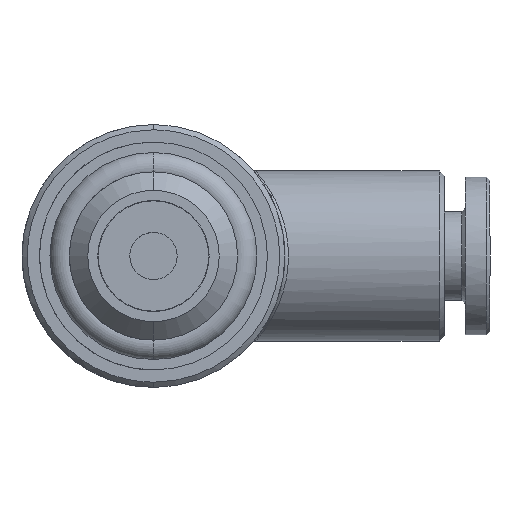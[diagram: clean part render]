
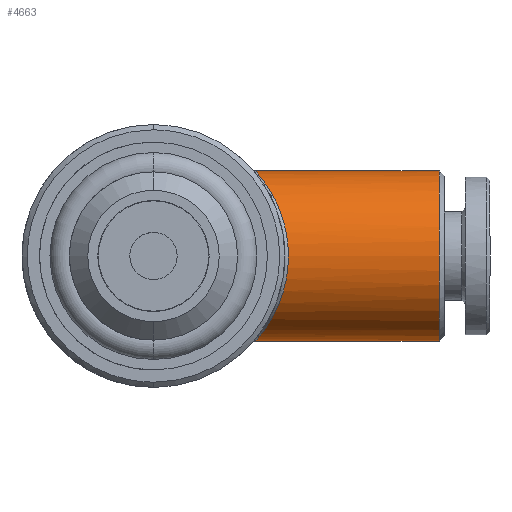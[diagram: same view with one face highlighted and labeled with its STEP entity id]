
A CAD part, front view. The second image highlights one B-rep face of the part: STEP entity #4663.
In plain terms, the highlighted cylindrical face has radius 4.85 mm (diameter 9.7 mm), a partial arc.
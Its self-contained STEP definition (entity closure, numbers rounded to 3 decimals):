
#2795=CARTESIAN_POINT('Vertex',(5.813,15.4,-4.85)) ;
#2799=CARTESIAN_POINT('Control Point',(5.813,15.4,-4.85)) ;
#2800=CARTESIAN_POINT('Control Point',(5.813,15.38,-4.85)) ;
#2801=CARTESIAN_POINT('Control Point',(5.813,15.36,-4.85)) ;
#2802=CARTESIAN_POINT('Control Point',(5.813,15.34,-4.85)) ;
#2803=CARTESIAN_POINT('Vertex',(5.813,15.34,-4.85)) ;
#2884=CARTESIAN_POINT('Control Point',(5.813,15.34,-4.85)) ;
#2885=CARTESIAN_POINT('Control Point',(5.817,15.007,-4.845)) ;
#2886=CARTESIAN_POINT('Control Point',(5.886,14.359,-4.77)) ;
#2887=CARTESIAN_POINT('Control Point',(6.141,13.44,-4.47)) ;
#2888=CARTESIAN_POINT('Control Point',(6.365,12.899,-4.167)) ;
#2889=CARTESIAN_POINT('Control Point',(6.483,12.644,-3.991)) ;
#2890=CARTESIAN_POINT('Vertex',(6.483,12.644,-3.991)) ;
#2984=CARTESIAN_POINT('Control Point',(6.483,12.644,-3.991)) ;
#2985=CARTESIAN_POINT('Control Point',(6.6,12.388,-3.814)) ;
#2986=CARTESIAN_POINT('Control Point',(6.839,11.925,-3.425)) ;
#2987=CARTESIAN_POINT('Control Point',(7.068,11.536,-2.947)) ;
#2988=CARTESIAN_POINT('Control Point',(7.171,11.368,-2.695)) ;
#2989=CARTESIAN_POINT('Vertex',(7.171,11.368,-2.695)) ;
#2993=CARTESIAN_POINT('Control Point',(7.171,11.368,-2.695)) ;
#2994=CARTESIAN_POINT('Control Point',(7.173,11.363,-2.688)) ;
#2995=CARTESIAN_POINT('Control Point',(7.282,11.186,-2.421)) ;
#2996=CARTESIAN_POINT('Control Point',(7.426,10.96,-1.997)) ;
#2997=CARTESIAN_POINT('Control Point',(7.567,10.747,-1.396)) ;
#2998=CARTESIAN_POINT('Control Point',(7.672,10.59,-0.757)) ;
#2999=CARTESIAN_POINT('Control Point',(7.712,10.532,-0.111)) ;
#3000=CARTESIAN_POINT('Control Point',(7.684,10.573,0.552)) ;
#3001=CARTESIAN_POINT('Control Point',(7.63,10.654,1.036)) ;
#3002=CARTESIAN_POINT('Control Point',(7.544,10.78,1.504)) ;
#3003=CARTESIAN_POINT('Control Point',(7.392,11.012,2.109)) ;
#3004=CARTESIAN_POINT('Control Point',(7.152,11.391,2.779)) ;
#3005=CARTESIAN_POINT('Control Point',(6.923,11.783,3.245)) ;
#3006=CARTESIAN_POINT('Control Point',(6.811,11.99,3.449)) ;
#3007=CARTESIAN_POINT('Vertex',(6.811,11.99,3.449)) ;
#3011=CARTESIAN_POINT('Control Point',(6.811,11.99,3.449)) ;
#3012=CARTESIAN_POINT('Control Point',(6.805,12.002,3.461)) ;
#3013=CARTESIAN_POINT('Control Point',(6.798,12.014,3.472)) ;
#3014=CARTESIAN_POINT('Control Point',(6.792,12.026,3.484)) ;
#3015=CARTESIAN_POINT('Vertex',(6.792,12.026,3.484)) ;
#3104=CARTESIAN_POINT('Control Point',(6.792,12.026,3.484)) ;
#3105=CARTESIAN_POINT('Control Point',(6.673,12.246,3.697)) ;
#3106=CARTESIAN_POINT('Control Point',(6.428,12.733,4.086)) ;
#3107=CARTESIAN_POINT('Control Point',(6.156,13.42,4.447)) ;
#3108=CARTESIAN_POINT('Control Point',(5.982,14.017,4.657)) ;
#3109=CARTESIAN_POINT('Control Point',(5.853,14.629,4.806)) ;
#3110=CARTESIAN_POINT('Control Point',(5.813,15.093,4.85)) ;
#3111=CARTESIAN_POINT('Control Point',(5.813,15.4,4.85)) ;
#3112=CARTESIAN_POINT('Vertex',(5.813,15.4,4.85)) ;
#3166=CARTESIAN_POINT('Vertex',(16.3,15.4,-4.85)) ;
#3173=CARTESIAN_POINT('Vertex',(16.3,15.4,4.85)) ;
#3289=CARTESIAN_POINT('Axis2P3D Location',(16.3,15.4,0.)) ;
#4637=CARTESIAN_POINT('Axis2P3D Location',(-5.577,15.4,0.)) ;
#4642=CARTESIAN_POINT('Line Origine',(-5.577,15.4,-4.85)) ;
#4647=CARTESIAN_POINT('Line Origine',(-5.577,15.4,4.85)) ;
#3290=DIRECTION('Axis2P3D Direction',(-1.,0.,0.)) ;
#4638=DIRECTION('Axis2P3D Direction',(-1.,0.,0.)) ;
#4639=DIRECTION('Axis2P3D XDirection',(0.,0.,-1.)) ;
#4643=DIRECTION('Vector Direction',(-1.,0.,0.)) ;
#4648=DIRECTION('Vector Direction',(-1.,0.,0.)) ;
#3291=AXIS2_PLACEMENT_3D('Circle Axis2P3D',#3289,#3290,$) ;
#4640=AXIS2_PLACEMENT_3D('Cylinder Axis2P3D',#4637,#4638,#4639) ;
#4653=ORIENTED_EDGE('',*,*,#4646,.F.) ;
#4654=ORIENTED_EDGE('',*,*,#3293,.T.) ;
#4655=ORIENTED_EDGE('',*,*,#4651,.T.) ;
#4656=ORIENTED_EDGE('',*,*,#3114,.T.) ;
#4657=ORIENTED_EDGE('',*,*,#3017,.T.) ;
#4658=ORIENTED_EDGE('',*,*,#3009,.T.) ;
#4659=ORIENTED_EDGE('',*,*,#2991,.T.) ;
#4660=ORIENTED_EDGE('',*,*,#2892,.T.) ;
#4661=ORIENTED_EDGE('',*,*,#2805,.T.) ;
#4644=VECTOR('Line Direction',#4643,1.) ;
#4649=VECTOR('Line Direction',#4648,1.) ;
#4663=ADVANCED_FACE('NONE',(#4662),#4641,.T.) ;
#2798=B_SPLINE_CURVE_WITH_KNOTS('',3,(#2799,#2800,#2801,#2802),.UNSPECIFIED.,.F.,.U.,(4,4),(15.875,15.935),.UNSPECIFIED.) ;
#2883=B_SPLINE_CURVE_WITH_KNOTS('',3,(#2884,#2885,#2886,#2887,#2888,#2889),.UNSPECIFIED.,.F.,.U.,(4,1,1,4),(0.016,1.014,2.011,3.009),.UNSPECIFIED.) ;
#2983=B_SPLINE_CURVE_WITH_KNOTS('',3,(#2984,#2985,#2986,#2987,#2988),.UNSPECIFIED.,.F.,.U.,(4,1,4),(3.009,4.006,4.977),.UNSPECIFIED.) ;
#2992=B_SPLINE_CURVE_WITH_KNOTS('',3,(#2993,#2994,#2995,#2996,#2997,#2998,#2999,#3000,#3001,#3002,#3003,#3004,#3005,#3006),.UNSPECIFIED.,.F.,.U.,(4,1,1,1,1,1,1,1,1,1,1,4),(4.977,5.004,6.001,6.5,6.999,7.996,8.495,8.994,9.492,9.991,10.989,11.931),.UNSPECIFIED.) ;
#3010=B_SPLINE_CURVE_WITH_KNOTS('',3,(#3011,#3012,#3013,#3014),.UNSPECIFIED.,.F.,.U.,(4,4),(11.931,11.986),.UNSPECIFIED.) ;
#3103=B_SPLINE_CURVE_WITH_KNOTS('',3,(#3104,#3105,#3106,#3107,#3108,#3109,#3110,#3111),.UNSPECIFIED.,.F.,.U.,(4,1,1,1,1,4),(11.986,12.984,13.981,14.48,14.978,15.902),.UNSPECIFIED.) ;
#3292=CIRCLE('generated circle',#3291,4.85) ;
#4641=CYLINDRICAL_SURFACE('generated cylinder',#4640,4.85) ;
#2805=EDGE_CURVE('',#2804,#2796,#2798,.F.) ;
#2892=EDGE_CURVE('',#2891,#2804,#2883,.F.) ;
#2991=EDGE_CURVE('',#2990,#2891,#2983,.F.) ;
#3009=EDGE_CURVE('',#3008,#2990,#2992,.F.) ;
#3017=EDGE_CURVE('',#3016,#3008,#3010,.F.) ;
#3114=EDGE_CURVE('',#3113,#3016,#3103,.F.) ;
#3293=EDGE_CURVE('',#3167,#3174,#3292,.T.) ;
#4646=EDGE_CURVE('',#3167,#2796,#4645,.T.) ;
#4651=EDGE_CURVE('',#3174,#3113,#4650,.T.) ;
#4652=EDGE_LOOP('',(#4653,#4654,#4655,#4656,#4657,#4658,#4659,#4660,#4661)) ;
#4662=FACE_OUTER_BOUND('',#4652,.T.) ;
#4645=LINE('Line',#4642,#4644) ;
#4650=LINE('Line',#4647,#4649) ;
#2796=VERTEX_POINT('',#2795) ;
#2804=VERTEX_POINT('',#2803) ;
#2891=VERTEX_POINT('',#2890) ;
#2990=VERTEX_POINT('',#2989) ;
#3008=VERTEX_POINT('',#3007) ;
#3016=VERTEX_POINT('',#3015) ;
#3113=VERTEX_POINT('',#3112) ;
#3167=VERTEX_POINT('',#3166) ;
#3174=VERTEX_POINT('',#3173) ;
